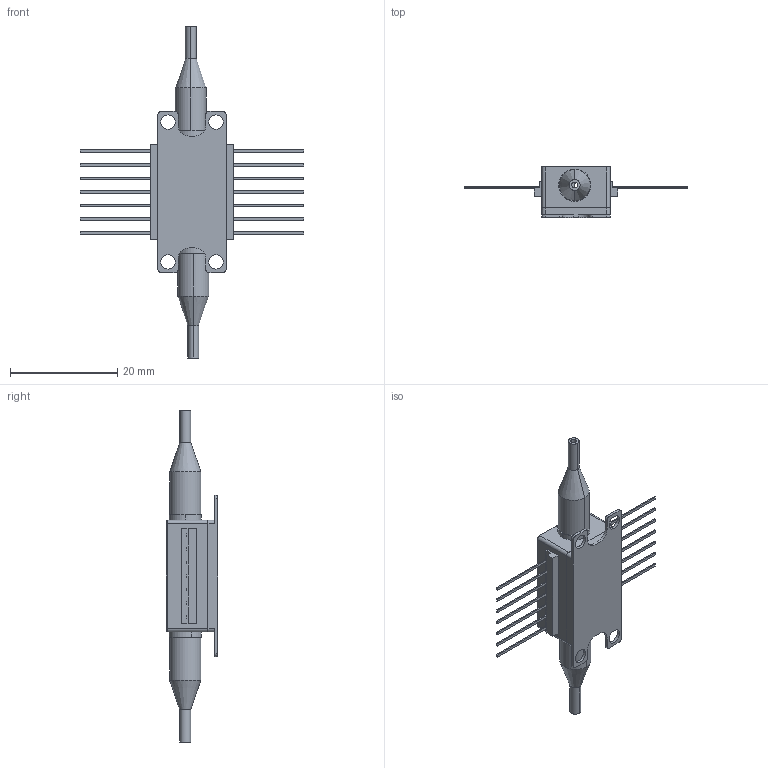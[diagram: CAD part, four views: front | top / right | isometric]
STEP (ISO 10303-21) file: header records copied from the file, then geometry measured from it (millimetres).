
FILE_DESCRIPTION (( 'STEP AP214' ), '1' );
FILE_NAME ('QTN040858-E0W.STEP', '2020-12-15T14:50:04', ( '' ), ( '' ), 'SwSTEP 2.0', 'SolidWorks 2018', '' );
FILE_SCHEMA (( 'AUTOMOTIVE_DESIGN' ));
Length unit declared in the file: inch
Products named in the file (1): QTN040858-E0W
Bounding box: 41.6 x 9.5 x 61.8 mm (x, y, z)
Surface area: 2510.1 mm2 (no closed solid volume)
Topology: 0 solids, 26 shells, 350 faces, 1303 edges, 922 vertices
Faces by surface type: plane 249, cylinder 53, bspline 44, cone 4
Entity records: 20517 total; most frequent: CARTESIAN_POINT 5716, ORIENTED_EDGE 1986, DIRECTION 1803, EDGE_CURVE 1303, LINE 949, VECTOR 949, VERTEX_POINT 922, AXIS2_PLACEMENT_3D 427
